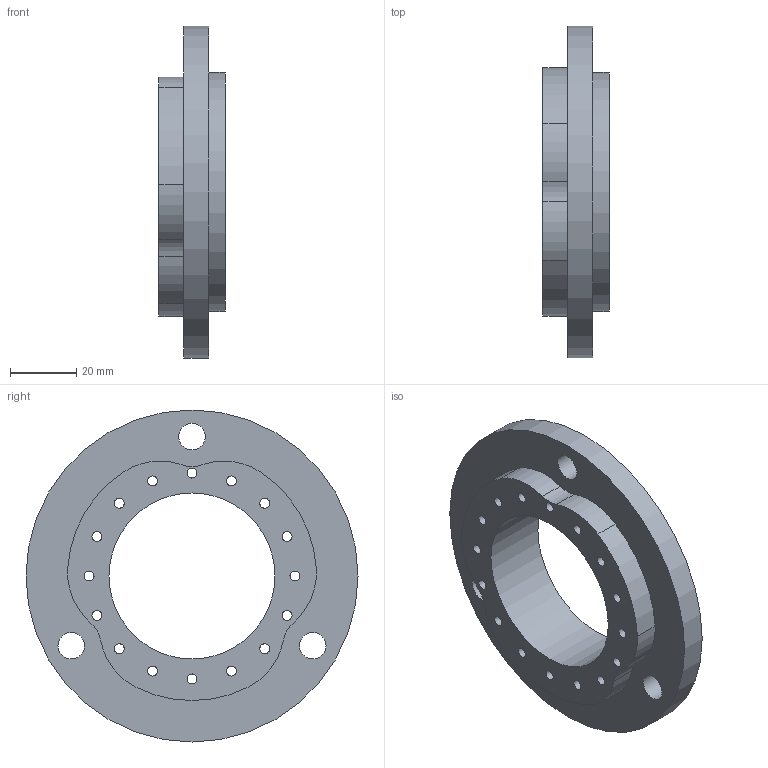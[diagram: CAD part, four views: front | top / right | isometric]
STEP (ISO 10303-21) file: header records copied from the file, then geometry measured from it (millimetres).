
FILE_DESCRIPTION(/* description */ (''),/* implementation_level */ '2;1');
FILE_NAME(/* name */ 'Backenfutter Flansch.step',/* time_stamp */ '2022-11-02T15:59:51+01:00',/* author */ (''),/* organization */ (''),/* preprocessor_version */ 'ST-DEVELOPER v19.2',/* originating_system */ 'Autodesk Translation Framework v11.17.0.187',/* authorisation */ '');
FILE_SCHEMA (('AUTOMOTIVE_DESIGN { 1 0 10303 214 3 1 1 }'));
Length unit declared in the file: millimetre
Products named in the file (1): Backenfutter Flansch
Bounding box: 20 x 100 x 100 mm (x, y, z)
Volume: 66385.5 mm3; surface area: 23967.5 mm2
Topology: 1 solids, 1 shells, 70 faces, 150 edges, 100 vertices
Faces by surface type: cylinder 50, plane 20
Full cylindrical faces by diameter (mm): 3 x16, 6 x16, 8 x3, 50 x1, 72 x1, 100 x1
Entity records: 2067 total; most frequent: DIRECTION 392, CARTESIAN_POINT 321, ORIENTED_EDGE 300, AXIS2_PLACEMENT_3D 171, EDGE_CURVE 150, EDGE_LOOP 128, CIRCLE 100, VERTEX_POINT 100
